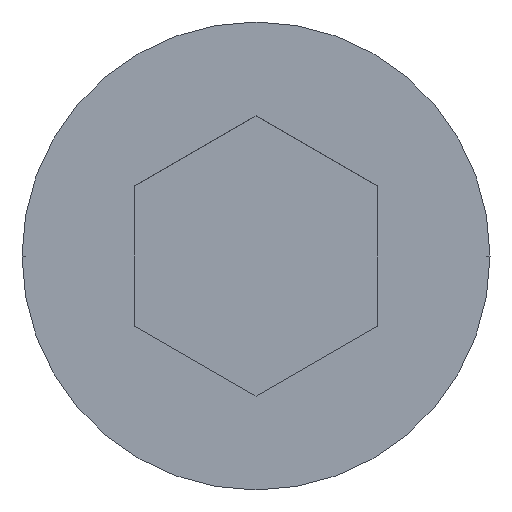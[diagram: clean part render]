
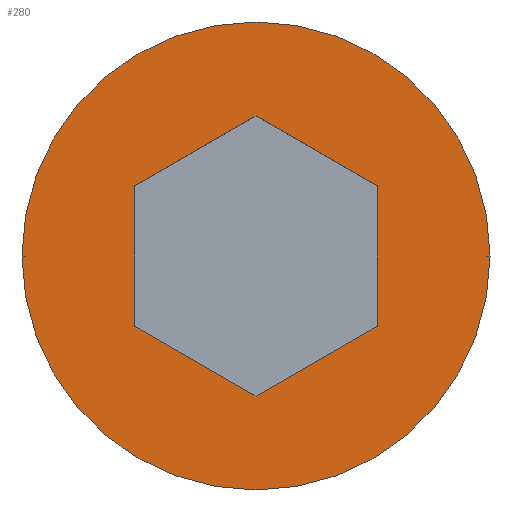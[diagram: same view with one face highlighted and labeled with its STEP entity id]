
A CAD part, top view. The second image highlights one B-rep face of the part: STEP entity #280.
In plain terms, the highlighted planar face has unit normal (0, 0, 1).
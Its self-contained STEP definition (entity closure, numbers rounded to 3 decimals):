
#7 = LINE ( 'NONE', #248, #134 ) ;
#9 = LINE ( 'NONE', #209, #93 ) ;
#16 = EDGE_CURVE ( 'NONE', #72, #174, #17, .T. ) ;
#17 = LINE ( 'NONE', #284, #394 ) ;
#23 = AXIS2_PLACEMENT_3D ( 'NONE', #201, #395, #361 ) ;
#26 = EDGE_CURVE ( 'NONE', #174, #125, #224, .T. ) ;
#40 = DIRECTION ( 'NONE',  ( 0.866, 0.5, 0. ) ) ;
#47 = CARTESIAN_POINT ( 'NONE',  ( 1.555, -0.898, 12. ) ) ;
#54 = VECTOR ( 'NONE', #73, 1000. ) ;
#62 = FACE_BOUND ( 'NONE', #215, .T. ) ;
#63 = CARTESIAN_POINT ( 'NONE',  ( 1.555, 0.898, 12. ) ) ;
#72 = VERTEX_POINT ( 'NONE', #77 ) ;
#73 = DIRECTION ( 'NONE',  ( 0., -1., 0. ) ) ;
#77 = CARTESIAN_POINT ( 'NONE',  ( 0., 1.796, 12. ) ) ;
#81 = LINE ( 'NONE', #205, #357 ) ;
#86 = EDGE_CURVE ( 'NONE', #375, #249, #140, .T. ) ;
#89 = CARTESIAN_POINT ( 'NONE',  ( 3., 0., 12. ) ) ;
#92 = ORIENTED_EDGE ( 'NONE', *, *, #389, .F. ) ;
#93 = VECTOR ( 'NONE', #187, 1000. ) ;
#98 = ORIENTED_EDGE ( 'NONE', *, *, #306, .F. ) ;
#100 = DIRECTION ( 'NONE',  ( -0.866, -0.5, 0. ) ) ;
#107 = CARTESIAN_POINT ( 'NONE',  ( 0., 0., 12. ) ) ;
#114 = DIRECTION ( 'NONE',  ( 1., 0., 0. ) ) ;
#123 = ORIENTED_EDGE ( 'NONE', *, *, #16, .F. ) ;
#125 = VERTEX_POINT ( 'NONE', #235 ) ;
#134 = VECTOR ( 'NONE', #40, 1000. ) ;
#140 = CIRCLE ( 'NONE', #338, 3. ) ;
#167 = LINE ( 'NONE', #47, #307 ) ;
#172 = CARTESIAN_POINT ( 'NONE',  ( 1.555, -0.898, 12. ) ) ;
#174 = VERTEX_POINT ( 'NONE', #233 ) ;
#175 = EDGE_CURVE ( 'NONE', #249, #375, #240, .T. ) ;
#180 = CARTESIAN_POINT ( 'NONE',  ( 0., -1.796, 12. ) ) ;
#185 = FACE_OUTER_BOUND ( 'NONE', #344, .T. ) ;
#187 = DIRECTION ( 'NONE',  ( -0.866, 0.5, 0. ) ) ;
#188 = ORIENTED_EDGE ( 'NONE', *, *, #86, .F. ) ;
#200 = EDGE_CURVE ( 'NONE', #125, #227, #81, .T. ) ;
#201 = CARTESIAN_POINT ( 'NONE',  ( 0., 0., 12. ) ) ;
#203 = DIRECTION ( 'NONE',  ( 0.866, -0.5, 0. ) ) ;
#204 = DIRECTION ( 'NONE',  ( 0., 0., -1. ) ) ;
#205 = CARTESIAN_POINT ( 'NONE',  ( -1.555, -0.898, 12. ) ) ;
#209 = CARTESIAN_POINT ( 'NONE',  ( 1.555, 0.898, 12. ) ) ;
#210 = ORIENTED_EDGE ( 'NONE', *, *, #26, .F. ) ;
#211 = CARTESIAN_POINT ( 'NONE',  ( 0., 0., 12. ) ) ;
#213 = VERTEX_POINT ( 'NONE', #172 ) ;
#215 = EDGE_LOOP ( 'NONE', ( #98, #92, #228, #305, #210, #123 ) ) ;
#224 = LINE ( 'NONE', #347, #54 ) ;
#227 = VERTEX_POINT ( 'NONE', #180 ) ;
#228 = ORIENTED_EDGE ( 'NONE', *, *, #318, .F. ) ;
#233 = CARTESIAN_POINT ( 'NONE',  ( -1.555, 0.898, 12. ) ) ;
#235 = CARTESIAN_POINT ( 'NONE',  ( -1.555, -0.898, 12. ) ) ;
#240 = CIRCLE ( 'NONE', #23, 3. ) ;
#241 = PLANE ( 'NONE',  #352 ) ;
#248 = CARTESIAN_POINT ( 'NONE',  ( 0., -1.796, 12. ) ) ;
#249 = VERTEX_POINT ( 'NONE', #342 ) ;
#270 = DIRECTION ( 'NONE',  ( 0., 0., -1. ) ) ;
#271 = VERTEX_POINT ( 'NONE', #63 ) ;
#277 = DIRECTION ( 'NONE',  ( -1., 0., 0. ) ) ;
#280 = ADVANCED_FACE ( 'NONE', ( #62, #185 ), #241, .F. ) ;
#284 = CARTESIAN_POINT ( 'NONE',  ( 0., 1.796, 12. ) ) ;
#303 = ORIENTED_EDGE ( 'NONE', *, *, #175, .F. ) ;
#305 = ORIENTED_EDGE ( 'NONE', *, *, #200, .F. ) ;
#306 = EDGE_CURVE ( 'NONE', #271, #72, #9, .T. ) ;
#307 = VECTOR ( 'NONE', #380, 1000. ) ;
#318 = EDGE_CURVE ( 'NONE', #227, #213, #7, .T. ) ;
#338 = AXIS2_PLACEMENT_3D ( 'NONE', #107, #204, #114 ) ;
#342 = CARTESIAN_POINT ( 'NONE',  ( -3., 0., 12. ) ) ;
#344 = EDGE_LOOP ( 'NONE', ( #188, #303 ) ) ;
#347 = CARTESIAN_POINT ( 'NONE',  ( -1.555, 0.898, 12. ) ) ;
#352 = AXIS2_PLACEMENT_3D ( 'NONE', #211, #270, #277 ) ;
#357 = VECTOR ( 'NONE', #203, 1000. ) ;
#361 = DIRECTION ( 'NONE',  ( 1., 0., 0. ) ) ;
#375 = VERTEX_POINT ( 'NONE', #89 ) ;
#380 = DIRECTION ( 'NONE',  ( 0., 1., 0. ) ) ;
#389 = EDGE_CURVE ( 'NONE', #213, #271, #167, .T. ) ;
#394 = VECTOR ( 'NONE', #100, 1000. ) ;
#395 = DIRECTION ( 'NONE',  ( 0., 0., -1. ) ) ;
